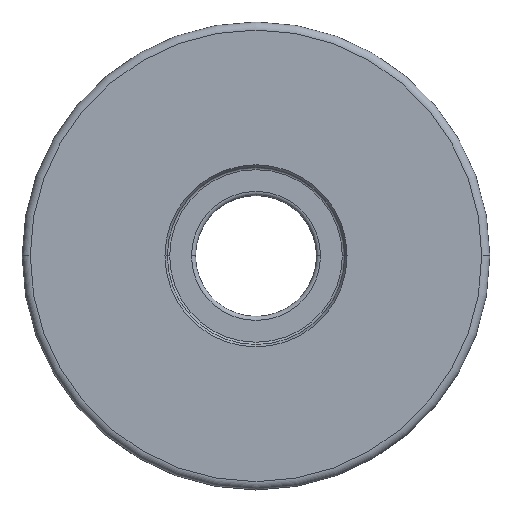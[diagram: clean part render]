
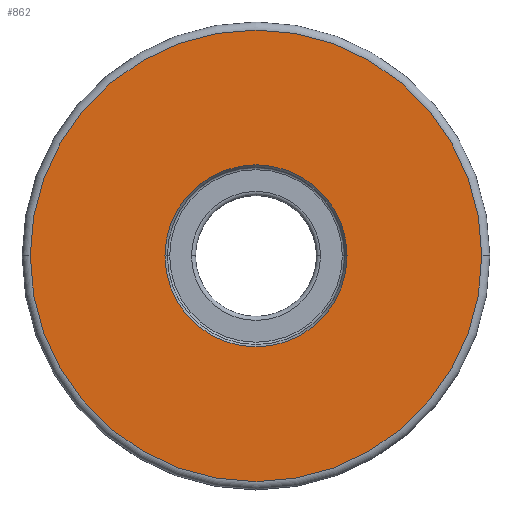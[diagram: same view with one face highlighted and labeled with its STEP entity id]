
A CAD part, top view. The second image highlights one B-rep face of the part: STEP entity #862.
In plain terms, the highlighted planar face has unit normal (0, 0, 1).
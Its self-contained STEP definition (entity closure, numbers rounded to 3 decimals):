
#2 = DIRECTION ( 'NONE',  ( 1., 0., 0. ) ) ;
#6 = CIRCLE ( 'NONE', #260, 11.289 ) ;
#111 = AXIS2_PLACEMENT_3D ( 'NONE', #405, #891, #796 ) ;
#158 = CARTESIAN_POINT ( 'NONE',  ( 0., 0., 11.7 ) ) ;
#182 = CARTESIAN_POINT ( 'NONE',  ( 11.289, 0., 11.7 ) ) ;
#184 = CARTESIAN_POINT ( 'NONE',  ( -28., 0., 11.7 ) ) ;
#209 = AXIS2_PLACEMENT_3D ( 'NONE', #943, #529, #2 ) ;
#212 = ORIENTED_EDGE ( 'NONE', *, *, #747, .T. ) ;
#243 = CIRCLE ( 'NONE', #111, 11.289 ) ;
#260 = AXIS2_PLACEMENT_3D ( 'NONE', #158, #958, #450 ) ;
#267 = VERTEX_POINT ( 'NONE', #360 ) ;
#279 = DIRECTION ( 'NONE',  ( 1., 0., 0. ) ) ;
#317 = DIRECTION ( 'NONE',  ( -1., 0., 0. ) ) ;
#356 = VERTEX_POINT ( 'NONE', #184 ) ;
#360 = CARTESIAN_POINT ( 'NONE',  ( -11.289, 0., 11.7 ) ) ;
#374 = EDGE_CURVE ( 'NONE', #356, #977, #987, .T. ) ;
#405 = CARTESIAN_POINT ( 'NONE',  ( 0., 0., 11.7 ) ) ;
#432 = DIRECTION ( 'NONE',  ( 0., 0., 1. ) ) ;
#443 = CARTESIAN_POINT ( 'NONE',  ( 28., 0., 11.7 ) ) ;
#450 = DIRECTION ( 'NONE',  ( -1., 0., 0. ) ) ;
#486 = ORIENTED_EDGE ( 'NONE', *, *, #374, .T. ) ;
#529 = DIRECTION ( 'NONE',  ( 0., 0., 1. ) ) ;
#537 = DIRECTION ( 'NONE',  ( 0., 0., -1. ) ) ;
#626 = EDGE_CURVE ( 'NONE', #977, #356, #968, .T. ) ;
#655 = ORIENTED_EDGE ( 'NONE', *, *, #626, .T. ) ;
#658 = AXIS2_PLACEMENT_3D ( 'NONE', #851, #537, #317 ) ;
#673 = ORIENTED_EDGE ( 'NONE', *, *, #982, .T. ) ;
#747 = EDGE_CURVE ( 'NONE', #773, #267, #243, .T. ) ;
#772 = PLANE ( 'NONE',  #658 ) ;
#773 = VERTEX_POINT ( 'NONE', #182 ) ;
#796 = DIRECTION ( 'NONE',  ( -1., 0., 0. ) ) ;
#812 = EDGE_LOOP ( 'NONE', ( #655, #486 ) ) ;
#826 = CARTESIAN_POINT ( 'NONE',  ( 0., 0., 11.7 ) ) ;
#851 = CARTESIAN_POINT ( 'NONE',  ( 0., 11., 11.7 ) ) ;
#857 = FACE_OUTER_BOUND ( 'NONE', #812, .T. ) ;
#862 = ADVANCED_FACE ( 'NONE', ( #873, #857 ), #772, .F. ) ;
#873 = FACE_BOUND ( 'NONE', #970, .T. ) ;
#891 = DIRECTION ( 'NONE',  ( 0., 0., -1. ) ) ;
#908 = AXIS2_PLACEMENT_3D ( 'NONE', #826, #432, #279 ) ;
#943 = CARTESIAN_POINT ( 'NONE',  ( 0., 0., 11.7 ) ) ;
#958 = DIRECTION ( 'NONE',  ( 0., 0., -1. ) ) ;
#968 = CIRCLE ( 'NONE', #209, 28. ) ;
#970 = EDGE_LOOP ( 'NONE', ( #212, #673 ) ) ;
#977 = VERTEX_POINT ( 'NONE', #443 ) ;
#982 = EDGE_CURVE ( 'NONE', #267, #773, #6, .T. ) ;
#987 = CIRCLE ( 'NONE', #908, 28. ) ;
